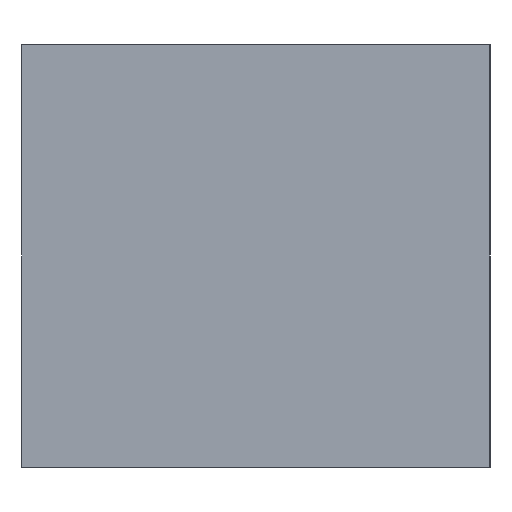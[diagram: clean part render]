
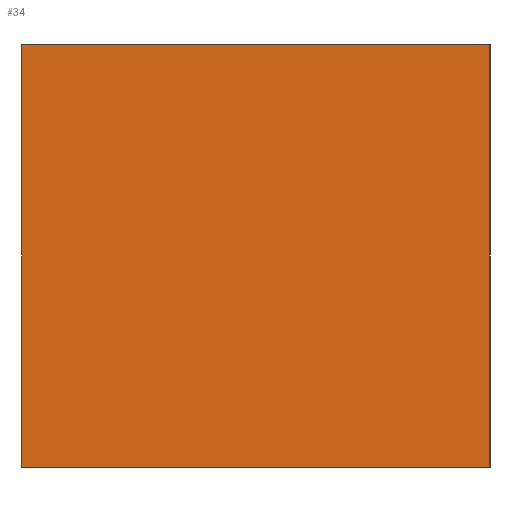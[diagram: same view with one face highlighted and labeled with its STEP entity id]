
A CAD part, left-side view. The second image highlights one B-rep face of the part: STEP entity #34.
In plain terms, the highlighted planar face has unit normal (-1, 0, 0).
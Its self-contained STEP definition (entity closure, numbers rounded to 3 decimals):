
#34 = ADVANCED_FACE( '', ( #68 ), #69, .F. );
#68 = FACE_OUTER_BOUND( '', #105, .T. );
#69 = PLANE( '', #106 );
#105 = EDGE_LOOP( '', ( #141, #142, #143, #144 ) );
#106 = AXIS2_PLACEMENT_3D( '', #145, #146, #147 );
#141 = ORIENTED_EDGE( '', *, *, #202, .T. );
#142 = ORIENTED_EDGE( '', *, *, #203, .F. );
#143 = ORIENTED_EDGE( '', *, *, #204, .F. );
#144 = ORIENTED_EDGE( '', *, *, #205, .T. );
#145 = CARTESIAN_POINT( '', ( -223., 31., 56. ) );
#146 = DIRECTION( '', ( 1., 0., 0. ) );
#147 = DIRECTION( '', ( 0., 0., -1. ) );
#202 = EDGE_CURVE( '', #230, #231, #232, .T. );
#203 = EDGE_CURVE( '', #233, #231, #234, .T. );
#204 = EDGE_CURVE( '', #235, #233, #236, .T. );
#205 = EDGE_CURVE( '', #235, #230, #237, .T. );
#230 = VERTEX_POINT( '', #270 );
#231 = VERTEX_POINT( '', #271 );
#232 = LINE( '', #272, #273 );
#233 = VERTEX_POINT( '', #274 );
#234 = LINE( '', #275, #276 );
#235 = VERTEX_POINT( '', #277 );
#236 = LINE( '', #278, #279 );
#237 = LINE( '', #280, #281 );
#270 = CARTESIAN_POINT( '', ( -223., 31., 0. ) );
#271 = CARTESIAN_POINT( '', ( -223., -31., 0. ) );
#272 = CARTESIAN_POINT( '', ( -223., 31., 0. ) );
#273 = VECTOR( '', #308, 1000. );
#274 = CARTESIAN_POINT( '', ( -223., -31., 56. ) );
#275 = CARTESIAN_POINT( '', ( -223., -31., 56. ) );
#276 = VECTOR( '', #309, 1000. );
#277 = CARTESIAN_POINT( '', ( -223., 31., 56. ) );
#278 = CARTESIAN_POINT( '', ( -223., 31., 56. ) );
#279 = VECTOR( '', #310, 1000. );
#280 = CARTESIAN_POINT( '', ( -223., 31., 56. ) );
#281 = VECTOR( '', #311, 1000. );
#308 = DIRECTION( '', ( 0., -1., 0. ) );
#309 = DIRECTION( '', ( 0., 0., -1. ) );
#310 = DIRECTION( '', ( 0., -1., 0. ) );
#311 = DIRECTION( '', ( 0., 0., -1. ) );
